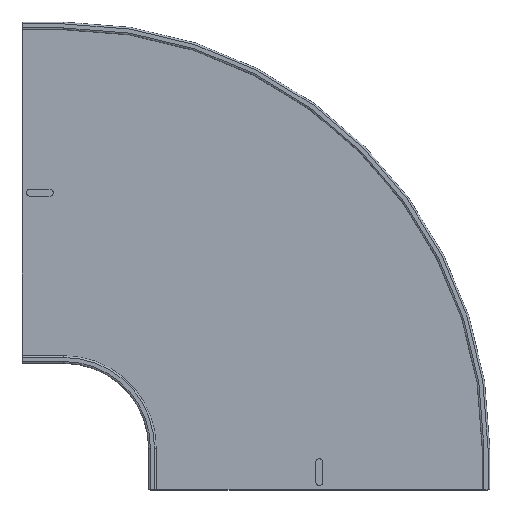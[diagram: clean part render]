
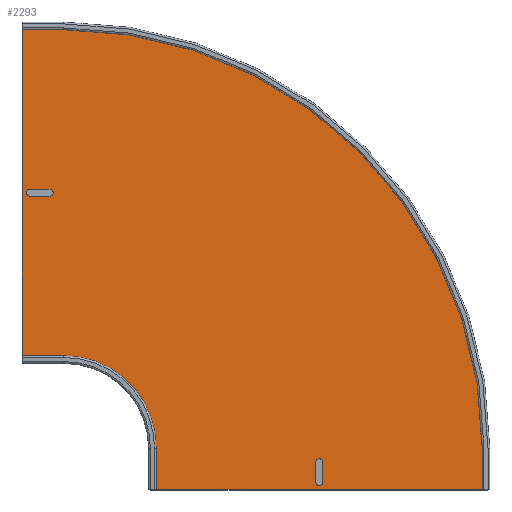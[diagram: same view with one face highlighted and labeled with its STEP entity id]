
A CAD part, top view. The second image highlights one B-rep face of the part: STEP entity #2293.
In plain terms, the highlighted planar face has unit normal (0, 0, 1).
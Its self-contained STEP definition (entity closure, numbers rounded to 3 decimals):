
#245=FACE_OUTER_BOUND('',#379,.T.);
#379=EDGE_LOOP('',(#2091,#2092,#2093,#2094,#2095,#2096,#2097,#2098));
#535=CIRCLE('',#2593,499.8);
#546=CIRCLE('',#2613,102.6);
#697=LINE('',#3999,#877);
#710=LINE('',#4037,#890);
#717=LINE('',#4066,#897);
#722=LINE('',#4080,#902);
#724=LINE('',#4094,#904);
#725=LINE('',#4096,#905);
#877=VECTOR('',#3276,1.);
#890=VECTOR('',#3311,1.);
#897=VECTOR('',#3348,1.);
#902=VECTOR('',#3365,1.);
#904=VECTOR('',#3387,1.);
#905=VECTOR('',#3390,1.);
#1103=VERTEX_POINT('',#3996);
#1104=VERTEX_POINT('',#3998);
#1117=VERTEX_POINT('',#4034);
#1118=VERTEX_POINT('',#4036);
#1122=VERTEX_POINT('',#4054);
#1123=VERTEX_POINT('',#4056);
#1128=VERTEX_POINT('',#4078);
#1130=VERTEX_POINT('',#4088);
#1423=EDGE_CURVE('',#1103,#1104,#697,.T.);
#1443=EDGE_CURVE('',#1117,#1118,#710,.T.);
#1453=EDGE_CURVE('',#1122,#1123,#535,.T.);
#1458=EDGE_CURVE('',#1123,#1117,#717,.T.);
#1465=EDGE_CURVE('',#1128,#1118,#722,.T.);
#1470=EDGE_CURVE('',#1130,#1128,#546,.T.);
#1472=EDGE_CURVE('',#1122,#1104,#724,.T.);
#1473=EDGE_CURVE('',#1130,#1103,#725,.T.);
#2091=ORIENTED_EDGE('',*,*,#1453,.F.);
#2092=ORIENTED_EDGE('',*,*,#1472,.T.);
#2093=ORIENTED_EDGE('',*,*,#1423,.F.);
#2094=ORIENTED_EDGE('',*,*,#1473,.F.);
#2095=ORIENTED_EDGE('',*,*,#1470,.T.);
#2096=ORIENTED_EDGE('',*,*,#1465,.T.);
#2097=ORIENTED_EDGE('',*,*,#1443,.F.);
#2098=ORIENTED_EDGE('',*,*,#1458,.F.);
#2161=PLANE('',#2616);
#2293=ADVANCED_FACE('',(#245),#2161,.T.);
#2593=AXIS2_PLACEMENT_3D('',#4057,#3334,#3335);
#2613=AXIS2_PLACEMENT_3D('',#4090,#3380,#3381);
#2616=AXIS2_PLACEMENT_3D('',#4095,#3388,#3389);
#3276=DIRECTION('',(0.,1.,0.));
#3311=DIRECTION('',(-1.,0.,0.));
#3334=DIRECTION('center_axis',(0.,0.,
-1.));
#3335=DIRECTION('ref_axis',(0.,1.,0.));
#3348=DIRECTION('',(0.,-1.,0.));
#3365=DIRECTION('',(0.,-1.,0.));
#3380=DIRECTION('center_axis',(0.,0.,
-1.));
#3381=DIRECTION('ref_axis',(0.,1.,0.));
#3387=DIRECTION('',(-1.,0.,0.));
#3388=DIRECTION('center_axis',(0.,0.,
1.));
#3389=DIRECTION('ref_axis',(0.,1.,0.));
#3390=DIRECTION('',(-1.,0.,0.));
#3996=CARTESIAN_POINT('',(11.364,20.443,0.6));
#3998=CARTESIAN_POINT('',(11.364,417.643,0.6));
#3999=CARTESIAN_POINT('',(11.364,20.443,0.6));
#4034=CARTESIAN_POINT('',(560.464,-131.457,0.6));
#4036=CARTESIAN_POINT('',(163.264,-131.457,0.6));
#4037=CARTESIAN_POINT('',(560.464,-131.457,0.6));
#4054=CARTESIAN_POINT('',(60.664,417.643,0.6));
#4056=CARTESIAN_POINT('',(560.464,-82.157,0.6));
#4057=CARTESIAN_POINT('Origin',(60.664,-82.157,0.6));
#4066=CARTESIAN_POINT('',(560.464,-82.157,0.6));
#4078=CARTESIAN_POINT('',(163.264,-82.157,0.6));
#4080=CARTESIAN_POINT('',(163.264,-82.157,0.6));
#4088=CARTESIAN_POINT('',(60.664,20.443,0.6));
#4090=CARTESIAN_POINT('Origin',(60.664,-82.157,0.6));
#4094=CARTESIAN_POINT('',(60.664,417.643,0.6));
#4095=CARTESIAN_POINT('Origin',(60.664,20.443,0.6));
#4096=CARTESIAN_POINT('',(60.664,20.443,0.6));
